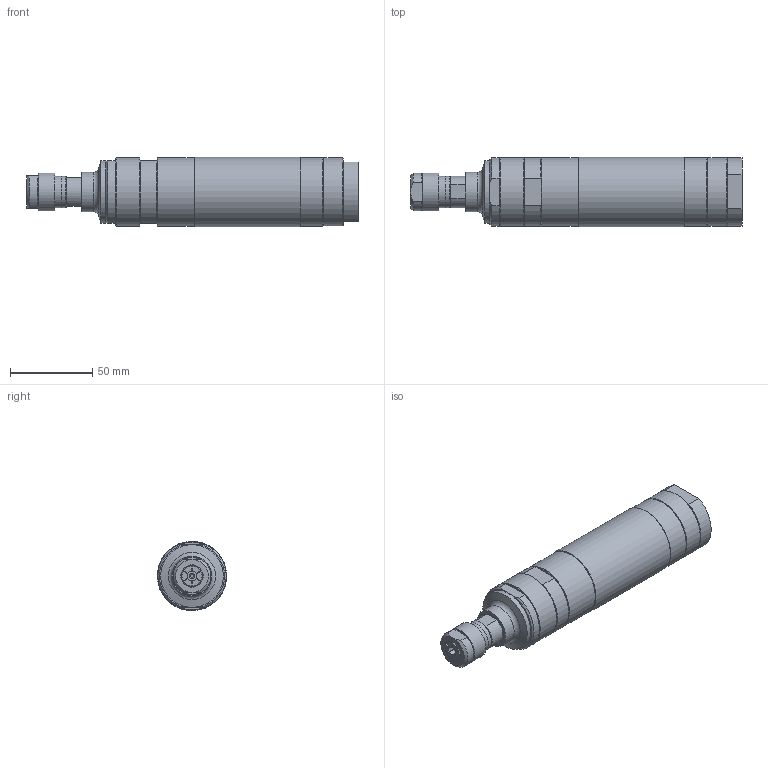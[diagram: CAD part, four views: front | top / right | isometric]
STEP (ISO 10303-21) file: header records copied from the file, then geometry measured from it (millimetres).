
FILE_DESCRIPTION(/* description */ ('EBM 1200 S-ST'),/* implementation_level */ '2;1');
FILE_NAME(/* name */ 'EBM 1200 S-ST_60058047.stp',/* time_stamp */ '2024-04-22T10:43:24+02:00',/* author */ ('DSteinicke'),/* organization */ (''),/* preprocessor_version */ 'ST-DEVELOPER v20',/* originating_system */ 'Autodesk Inventor 2024',/* authorisation */ '');
FILE_SCHEMA (('AUTOMOTIVE_DESIGN { 1 0 10303 214 3 1 1 }'));
Length unit declared in the file: millimetre
Products named in the file (1): 60058047
Bounding box: 201.27 x 41.96 x 41.96 mm (x, y, z)
Volume: 224299.1 mm3; surface area: 31870.9 mm2
Topology: 1 solids, 1 shells, 305 faces, 868 edges, 554 vertices
Faces by surface type: plane 171, cone 67, cylinder 57, bspline 7, torus 3
Full cylindrical faces by diameter (mm): 1.6 x1, 6 x1, 10.5 x1, 11.445 x2, 13.2 x1, 17.917 x1, 18.98 x1, 19 x1, 19.2 x1, 20.3 x1, 23 x1, 24 x1, 36.439 x1, 37.999 x2, 38 x1, 41.5 x3, 42 x1
Entity records: 10398 total; most frequent: CARTESIAN_POINT 2275, ORIENTED_EDGE 1736, DIRECTION 1560, EDGE_CURVE 868, AXIS2_PLACEMENT_3D 582, VERTEX_POINT 554, LINE 396, VECTOR 396
